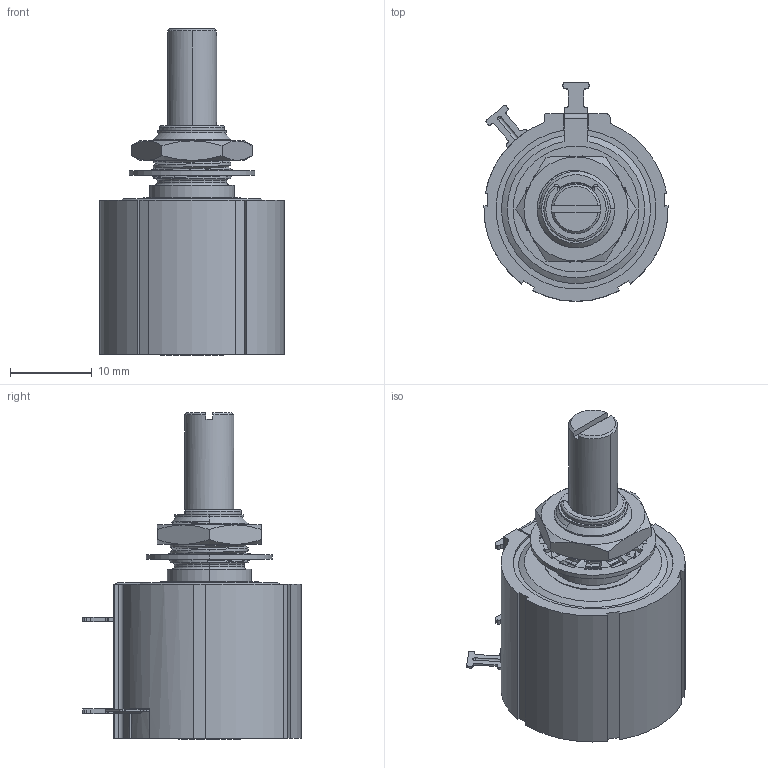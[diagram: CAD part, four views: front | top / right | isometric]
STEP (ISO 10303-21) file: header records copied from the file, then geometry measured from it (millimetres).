
FILE_DESCRIPTION((''),'2;1');
FILE_NAME('7280-30A_SW0001','2013-07-01T',('BMozley'),(''),'PRO/ENGINEER BY PARAMETRIC TECHNOLOGY CORPORATION, 2013050','PRO/ENGINEER BY PARAMETRIC TECHNOLOGY CORPORATION, 2013050','');
FILE_SCHEMA(('CONFIG_CONTROL_DESIGN'));
Length unit declared in the file: inch
Products named in the file (1): 7280-30A_SW0001
Bounding box: 22.49 x 26.72 x 39.85 mm (x, y, z)
Volume: 8679.2 mm3; surface area: 3866.6 mm2
Topology: 1 solids, 1 shells, 428 faces, 1309 edges, 845 vertices
Faces by surface type: plane 175, cylinder 161, bspline 56, cone 24, torus 11, sphere 1
Entity records: 19248 total; most frequent: CARTESIAN_POINT 7865, ORIENTED_EDGE 2614, DIRECTION 2106, EDGE_CURVE 1307, VERTEX_POINT 845, AXIS2_PLACEMENT_3D 706, VECTOR 694, LINE 694
